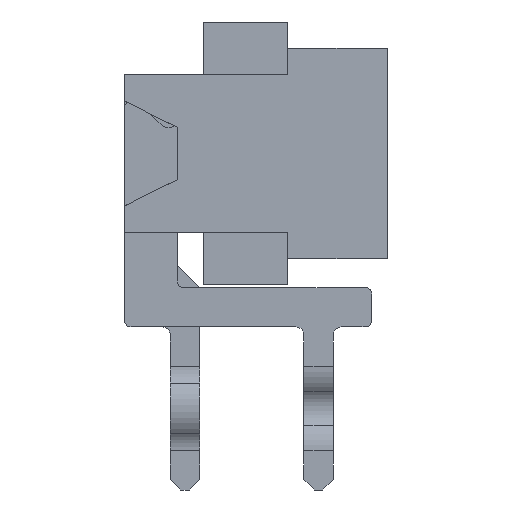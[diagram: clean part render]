
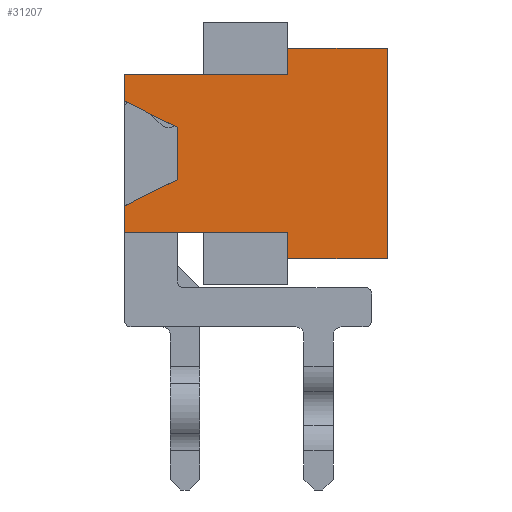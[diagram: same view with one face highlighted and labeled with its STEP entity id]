
A CAD part, front view. The second image highlights one B-rep face of the part: STEP entity #31207.
In plain terms, the highlighted face is planar.
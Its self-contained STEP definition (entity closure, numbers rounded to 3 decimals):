
#3938=ORIENTED_EDGE('',*,*,#12436,.F.);
#3939=ORIENTED_EDGE('',*,*,#12448,.F.);
#3940=ORIENTED_EDGE('',*,*,#12455,.T.);
#3941=ORIENTED_EDGE('',*,*,#11201,.F.);
#3942=ORIENTED_EDGE('',*,*,#11187,.T.);
#3943=ORIENTED_EDGE('',*,*,#12456,.F.);
#3944=ORIENTED_EDGE('',*,*,#12457,.F.);
#3945=ORIENTED_EDGE('',*,*,#12458,.T.);
#3946=ORIENTED_EDGE('',*,*,#12459,.T.);
#3947=ORIENTED_EDGE('',*,*,#11200,.T.);
#3948=ORIENTED_EDGE('',*,*,#11181,.F.);
#3949=ORIENTED_EDGE('',*,*,#12450,.F.);
#3950=ORIENTED_EDGE('',*,*,#11806,.F.);
#3951=ORIENTED_EDGE('',*,*,#11816,.F.);
#11181=EDGE_CURVE('',#15870,#15871,#18970,.T.);
#11187=EDGE_CURVE('',#15877,#15876,#18976,.T.);
#11200=EDGE_CURVE('',#15886,#15871,#18989,.T.);
#11201=EDGE_CURVE('',#15877,#15887,#18990,.T.);
#11806=EDGE_CURVE('',#16281,#16282,#19595,.T.);
#11816=EDGE_CURVE('',#16285,#16281,#19605,.T.);
#12436=EDGE_CURVE('',#16607,#16285,#20225,.T.);
#12448=EDGE_CURVE('',#16608,#16607,#20237,.T.);
#12450=EDGE_CURVE('',#16282,#15870,#20239,.T.);
#12455=EDGE_CURVE('',#16608,#15887,#20244,.T.);
#12456=EDGE_CURVE('',#16609,#15876,#20245,.T.);
#12457=EDGE_CURVE('',#16610,#16609,#20246,.T.);
#12458=EDGE_CURVE('',#16610,#16611,#20247,.T.);
#12459=EDGE_CURVE('',#16611,#15886,#20248,.T.);
#15870=VERTEX_POINT('',#44716);
#15871=VERTEX_POINT('',#44718);
#15876=VERTEX_POINT('',#44729);
#15877=VERTEX_POINT('',#44731);
#15886=VERTEX_POINT('',#44754);
#15887=VERTEX_POINT('',#44759);
#16281=VERTEX_POINT('',#45954);
#16282=VERTEX_POINT('',#45955);
#16285=VERTEX_POINT('',#45970);
#16607=VERTEX_POINT('',#47156);
#16608=VERTEX_POINT('',#47180);
#16609=VERTEX_POINT('',#47192);
#16610=VERTEX_POINT('',#47194);
#16611=VERTEX_POINT('',#47196);
#18970=LINE('',#44717,#22719);
#18976=LINE('',#44730,#22725);
#18989=LINE('',#44756,#22738);
#18990=LINE('',#44758,#22739);
#19595=LINE('',#45953,#23344);
#19605=LINE('',#45971,#23354);
#20225=LINE('',#47155,#23974);
#20237=LINE('',#47179,#23986);
#20239=LINE('',#47183,#23988);
#20244=LINE('',#47190,#23993);
#20245=LINE('',#47191,#23994);
#20246=LINE('',#47193,#23995);
#20247=LINE('',#47195,#23996);
#20248=LINE('',#47197,#23997);
#22719=VECTOR('',#35533,1000.);
#22725=VECTOR('',#35541,1000.);
#22738=VECTOR('',#35560,1000.);
#22739=VECTOR('',#35563,1000.);
#23344=VECTOR('',#36560,1000.);
#23354=VECTOR('',#36576,1000.);
#23974=VECTOR('',#37682,1000.);
#23986=VECTOR('',#37716,1000.);
#23988=VECTOR('',#37720,1000.);
#23993=VECTOR('',#37729,1000.);
#23994=VECTOR('',#37730,1000.);
#23995=VECTOR('',#37731,1000.);
#23996=VECTOR('',#37732,1000.);
#23997=VECTOR('',#37733,1000.);
#26665=EDGE_LOOP('',(#3938,#3939,#3940,#3941,#3942,#3943,#3944,#3945,#3946,
#3947,#3948,#3949,#3950,#3951));
#28356=FACE_BOUND('',#26665,.T.);
#30047=PLANE('',#33022);
#31207=ADVANCED_FACE('',(#28356),#30047,.F.);
#33022=AXIS2_PLACEMENT_3D('',#47189,#37727,#37728);
#35533=DIRECTION('',(0.,0.,1.));
#35541=DIRECTION('',(0.,-1.,0.));
#35560=DIRECTION('',(0.,0.,-1.));
#35563=DIRECTION('',(0.,0.,-1.));
#36560=DIRECTION('',(0.,0.447,-0.894));
#36576=DIRECTION('',(0.,1.,0.));
#37682=DIRECTION('',(0.,0.447,0.894));
#37716=DIRECTION('',(0.,1.,0.));
#37720=DIRECTION('',(0.,1.,0.));
#37727=DIRECTION('',(1.,0.,0.));
#37728=DIRECTION('',(0.,0.,-1.));
#37729=DIRECTION('',(0.,0.,1.));
#37730=DIRECTION('',(0.,0.,-1.));
#37731=DIRECTION('',(0.,-1.,0.));
#37732=DIRECTION('',(0.,0.,-1.));
#37733=DIRECTION('',(0.,-1.,0.));
#44716=CARTESIAN_POINT('',(-11.695,1.5,-1.5));
#44717=CARTESIAN_POINT('',(-11.695,1.5,-1.5));
#44718=CARTESIAN_POINT('',(-11.695,1.5,0.));
#44729=CARTESIAN_POINT('',(-11.695,-2.,1.6));
#44730=CARTESIAN_POINT('',(-11.695,2.,1.6));
#44731=CARTESIAN_POINT('',(-11.695,-1.5,1.6));
#44754=CARTESIAN_POINT('',(-11.695,1.5,1.6));
#44756=CARTESIAN_POINT('',(-11.695,1.5,25.846));
#44758=CARTESIAN_POINT('',(-11.695,-1.5,25.846));
#44759=CARTESIAN_POINT('',(-11.695,-1.5,0.));
#45953=CARTESIAN_POINT('',(-11.695,-0.8,2.1));
#45954=CARTESIAN_POINT('',(-11.695,0.5,-0.5));
#45955=CARTESIAN_POINT('',(-11.695,1.,-1.5));
#45970=CARTESIAN_POINT('',(-11.695,-0.5,-0.5));
#45971=CARTESIAN_POINT('',(-11.695,2.,-0.5));
#47155=CARTESIAN_POINT('',(-11.695,1.6,3.7));
#47156=CARTESIAN_POINT('',(-11.695,-1.,-1.5));
#47179=CARTESIAN_POINT('',(-11.695,-1.5,-1.5));
#47180=CARTESIAN_POINT('',(-11.695,-1.5,-1.5));
#47183=CARTESIAN_POINT('',(-11.695,-1.5,-1.5));
#47189=CARTESIAN_POINT('',(-11.695,2.,3.5));
#47190=CARTESIAN_POINT('',(-11.695,-1.5,-1.5));
#47191=CARTESIAN_POINT('',(-11.695,-2.,3.5));
#47192=CARTESIAN_POINT('',(-11.695,-2.,3.5));
#47193=CARTESIAN_POINT('',(-11.695,2.,3.5));
#47194=CARTESIAN_POINT('',(-11.695,2.,3.5));
#47195=CARTESIAN_POINT('',(-11.695,2.,3.5));
#47196=CARTESIAN_POINT('',(-11.695,2.,1.6));
#47197=CARTESIAN_POINT('',(-11.695,2.,1.6));
